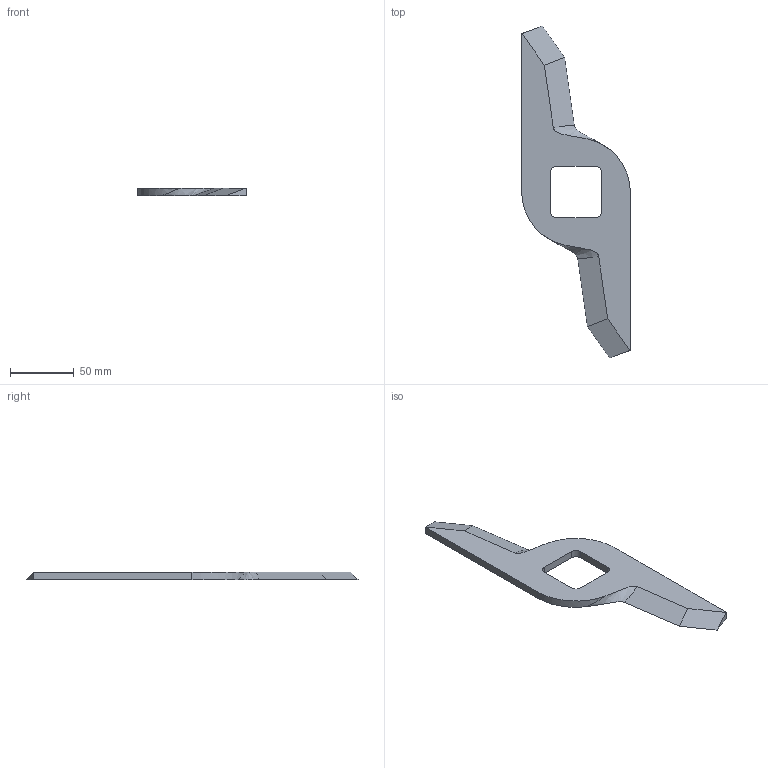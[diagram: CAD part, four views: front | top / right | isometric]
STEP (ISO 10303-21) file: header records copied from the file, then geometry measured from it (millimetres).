
FILE_DESCRIPTION (( 'STEP AP203' ), '1' );
FILE_NAME ('入料口上刀片.STEP', '2021-04-27T13:28:39', ( '' ), ( '' ), 'SwSTEP 2.0', 'SolidWorks 2020', '' );
FILE_SCHEMA (( 'CONFIG_CONTROL_DESIGN' ));
Length unit declared in the file: millimetre
Products named in the file (1): 入料口上刀片
Bounding box: 85 x 260 x 6 mm (x, y, z)
Volume: 56240.2 mm3; surface area: 25233.9 mm2
Topology: 1 solids, 1 shells, 22 faces, 60 edges, 40 vertices
Faces by surface type: plane 14, cylinder 6, bspline 2
Entity records: 907 total; most frequent: CARTESIAN_POINT 281, ORIENTED_EDGE 120, DIRECTION 106, EDGE_CURVE 60, VECTOR 40, VERTEX_POINT 40, LINE 40, AXIS2_PLACEMENT_3D 33
